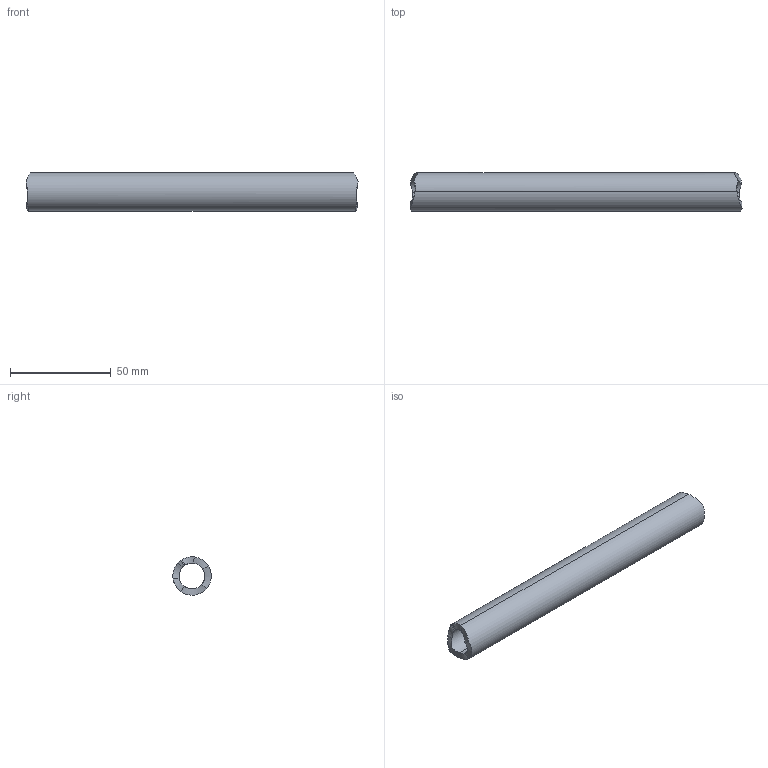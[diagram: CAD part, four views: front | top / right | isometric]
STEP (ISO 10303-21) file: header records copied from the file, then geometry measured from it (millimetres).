
FILE_DESCRIPTION (( 'STEP AP214' ), '1' );
FILE_NAME ('Member 8.STEP', '2025-02-27T19:58:33', ( '' ), ( '' ), 'SwSTEP 2.0', 'SolidWorks 2022', '' );
FILE_SCHEMA (( 'AUTOMOTIVE_DESIGN' ));
Length unit declared in the file: millimetre
Products named in the file (1): Member 8
Bounding box: 164.63 x 19.04 x 19.05 mm (x, y, z)
Volume: 25575.2 mm3; surface area: 16436.6 mm2
Topology: 1 solids, 1 shells, 29 faces, 82 edges, 53 vertices
Faces by surface type: cylinder 15, bspline 14
Entity records: 2190 total; most frequent: CARTESIAN_POINT 1591, ORIENTED_EDGE 164, EDGE_CURVE 82, B_SPLINE_CURVE_WITH_KNOTS 65, VERTEX_POINT 53, DIRECTION 43, ADVANCED_FACE 29, EDGE_LOOP 29
